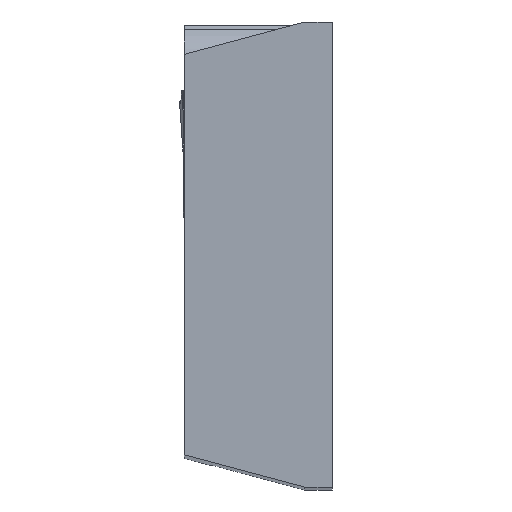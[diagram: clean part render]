
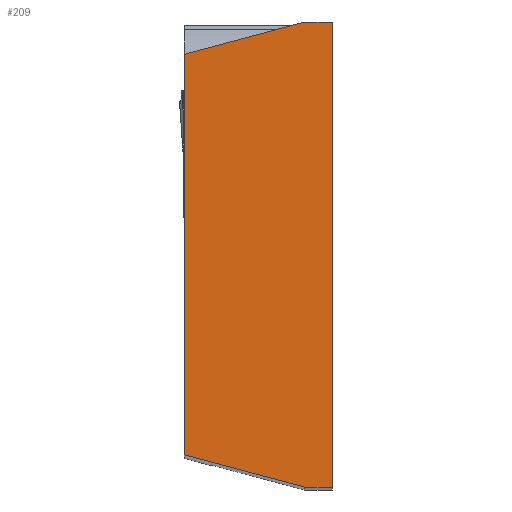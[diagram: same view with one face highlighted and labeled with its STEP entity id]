
A CAD part, top view. The second image highlights one B-rep face of the part: STEP entity #209.
In plain terms, the highlighted planar face has unit normal (0, 0, 1).
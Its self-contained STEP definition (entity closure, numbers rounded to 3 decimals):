
#209=ADVANCED_FACE('CU_SU_BACK',(#329),#290,.F.);
#290=PLANE('',#1809);
#329=FACE_OUTER_BOUND('',#411,.T.);
#411=EDGE_LOOP('',(#598,#599,#600,#601,#602,#603));
#598=ORIENTED_EDGE('',*,*,#1202,.T.);
#599=ORIENTED_EDGE('',*,*,#1203,.T.);
#600=ORIENTED_EDGE('',*,*,#1194,.F.);
#601=ORIENTED_EDGE('',*,*,#1167,.F.);
#602=ORIENTED_EDGE('',*,*,#1162,.F.);
#603=ORIENTED_EDGE('',*,*,#1157,.F.);
#998=VERTEX_POINT('',#2416);
#1005=VERTEX_POINT('',#2430);
#1009=VERTEX_POINT('',#2442);
#1013=VERTEX_POINT('',#2452);
#1016=VERTEX_POINT('',#2459);
#1043=VERTEX_POINT('',#2529);
#1157=EDGE_CURVE('',#1005,#998,#1385,.T.);
#1162=EDGE_CURVE('',#998,#1009,#1389,.T.);
#1167=EDGE_CURVE('',#1009,#1013,#1393,.T.);
#1194=EDGE_CURVE('',#1013,#1016,#1408,.T.);
#1202=EDGE_CURVE('',#1005,#1043,#1415,.T.);
#1203=EDGE_CURVE('',#1043,#1016,#1416,.T.);
#1385=LINE('',#2431,#1521);
#1389=LINE('',#2441,#1525);
#1393=LINE('',#2451,#1529);
#1408=LINE('',#2515,#1544);
#1415=LINE('',#2530,#1551);
#1416=LINE('',#2532,#1552);
#1521=VECTOR('',#1961,1.);
#1525=VECTOR('',#1971,1.);
#1529=VECTOR('',#1979,1.);
#1544=VECTOR('',#2016,1.);
#1551=VECTOR('',#2029,1.);
#1552=VECTOR('',#2032,1.);
#1809=AXIS2_PLACEMENT_3D('',#2533,#2033,#2034);
#1961=DIRECTION('',(0.,-1.,0.));
#1971=DIRECTION('',(-1.,0.,0.));
#1979=DIRECTION('',(-0.966,0.259,0.));
#2016=DIRECTION('',(0.,1.,0.));
#2029=DIRECTION('',(-1.,0.,0.));
#2032=DIRECTION('',(-0.966,-0.259,0.));
#2033=DIRECTION('',(0.,0.,-1.));
#2034=DIRECTION('',(-1.,0.,0.));
#2416=CARTESIAN_POINT('',(0.,0.402,0.));
#2430=CARTESIAN_POINT('',(0.,25.498,0.));
#2431=CARTESIAN_POINT('',(0.,-8.,0.));
#2441=CARTESIAN_POINT('',(0.,0.402,0.));
#2442=CARTESIAN_POINT('',(-1.5,0.402,0.));
#2451=CARTESIAN_POINT('',(-1.5,0.402,0.));
#2452=CARTESIAN_POINT('',(-8.,2.144,0.));
#2459=CARTESIAN_POINT('',(-8.,23.756,0.));
#2515=CARTESIAN_POINT('',(-8.,33.9,0.));
#2529=CARTESIAN_POINT('',(-1.5,25.498,0.));
#2530=CARTESIAN_POINT('',(0.,25.498,0.));
#2532=CARTESIAN_POINT('',(-1.5,25.498,0.));
#2533=CARTESIAN_POINT('',(0.,0.,0.));
